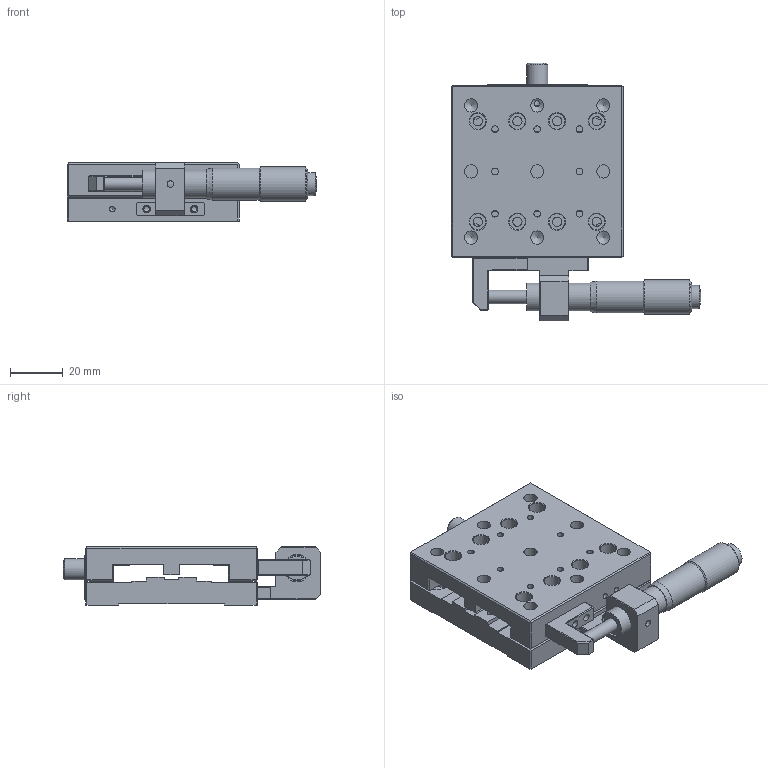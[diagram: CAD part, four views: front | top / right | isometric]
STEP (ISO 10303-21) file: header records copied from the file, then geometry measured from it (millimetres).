
FILE_DESCRIPTION (( 'STEP AP203' ), '1' );
FILE_NAME ('LX65-22.STEP', '2023-11-17T01:46:33', ( 'Windows User' ), ( 'P R C' ), 'SwSTEP 2.0', 'SolidWorks 2020', '' );
FILE_SCHEMA (( 'CONFIG_CONTROL_DESIGN' ));
Length unit declared in the file: millimetre
Products named in the file (1): LX65-22
Bounding box: 94.36 x 97.5 x 22 mm (x, y, z)
Volume: 78233.9 mm3; surface area: 39022.6 mm2
Topology: 8 solids, 8 shells, 321 faces, 814 edges, 527 vertices
Faces by surface type: plane 171, cylinder 110, cone 39, bspline 1
Full cylindrical faces by diameter (mm): 2.05 x6, 2.1 x8, 2.5 x19, 2.8 x4, 3.5 x15, 4.5 x2, 5 x11, 6 x16, 6.5 x4, 8 x1, 8.734 x1, 9.5 x1, 10 x1, 10.5 x1, 10.6 x1, 11 x4, 12.102 x1, 13.002 x1
Entity records: 9142 total; most frequent: CARTESIAN_POINT 1780, DIRECTION 1506, ORIENTED_EDGE 1278, EDGE_CURVE 639, EDGE_LOOP 565, AXIS2_PLACEMENT_3D 558, VERTEX_POINT 486, FACE_OUTER_BOUND 418
